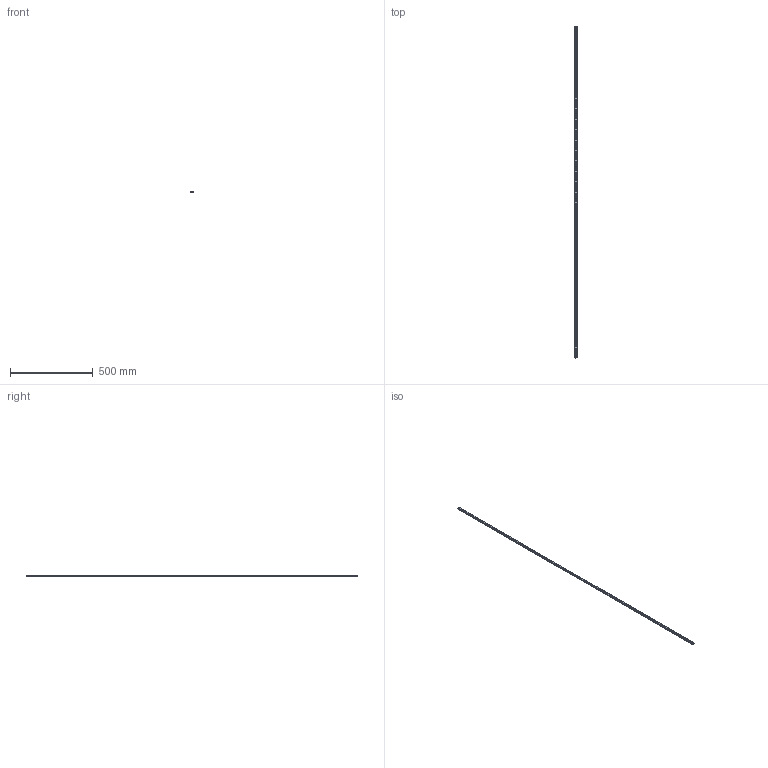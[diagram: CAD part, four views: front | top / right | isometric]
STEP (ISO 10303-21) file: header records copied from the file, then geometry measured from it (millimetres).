
FILE_DESCRIPTION(/* description */ ('KriTec Nutenprofil 8 Al M8-60, natur'),/* implementation_level */ '2;1');
FILE_NAME(/* name */ '14379_KriTec_Nutenprofil_8_Al_M8-60_natur.stp',/* time_stamp */ '2021-01-19T13:28:33+01:00',/* author */ ('jendrek'),/* organization */ (''),/* preprocessor_version */ 'ST-DEVELOPER v17',/* originating_system */ 'Autodesk Inventor 2018',/* authorisation */ '');
FILE_SCHEMA (('AUTOMOTIVE_DESIGN { 1 0 10303 214 3 1 1 }'));
Length unit declared in the file: millimetre
Products named in the file (1): 14379
Bounding box: 16 x 2000 x 10 mm (x, y, z)
Volume: 201081.5 mm3; surface area: 92529.9 mm2
Topology: 1 solids, 1 shells, 384 faces, 1149 edges, 766 vertices
Faces by surface type: cylinder 241, plane 143
Full cylindrical faces by diameter (mm): 8 x33
Entity records: 16016 total; most frequent: CARTESIAN_POINT 5967, ORIENTED_EDGE 2298, DIRECTION 1807, EDGE_CURVE 1149, VERTEX_POINT 766, AXIS2_PLACEMENT_3D 636, LINE 535, VECTOR 535
